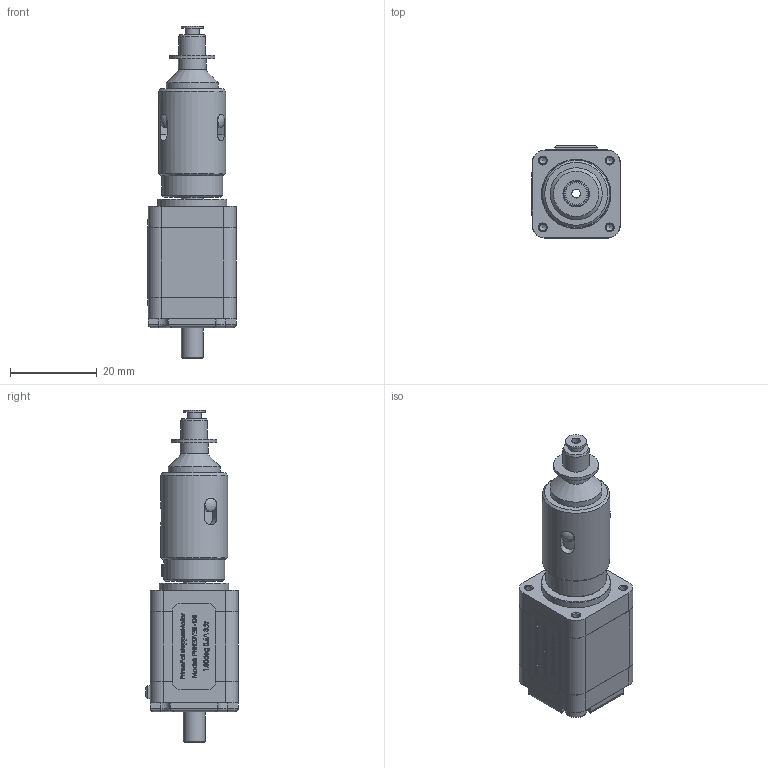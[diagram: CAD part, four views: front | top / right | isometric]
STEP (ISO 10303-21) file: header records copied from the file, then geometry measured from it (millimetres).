
FILE_DESCRIPTION(/* description */ (''),/* implementation_level */ '2;1');
FILE_NAME(/* name */ 'CP40 holder v15.step',/* time_stamp */ '2021-08-03T11:23:51-07:00',/* author */ (''),/* organization */ (''),/* preprocessor_version */ 'ST-DEVELOPER v18.1',/* originating_system */ 'Autodesk Translation Framework v10.9.0.1377',/* authorisation */ '');
FILE_SCHEMA (('AUTOMOTIVE_DESIGN { 1 0 10303 214 3 1 1 }'));
Products named in the file (12): CP40 holder; Adapter Main body; 91390A099; MachinedMainBody; Piston; 1200N124_DOUBLE-SEAL X-PROFILE O-RING; 91595A098_METRIC ALLOY STEEL DOWEL PIN; machinedPiston; 9262K114; NEMA8_HollowShaftStepper; 9657K651_COMPRESSION SPRING; CP40 nozzle
Assembly tree (15 placements, depth 3):
  CP40 holder
    Adapter Main body
      91390A099
      MachinedMainBody
    Piston
      1200N124_DOUBLE-SEAL X-PROFILE O-RING  x2
      91595A098_METRIC ALLOY STEEL DOWEL PIN  x3
      machinedPiston
      9262K114  x2
    NEMA8_HollowShaftStepper
    9657K651_COMPRESSION SPRING
    CP40 nozzle
Bounding box: 20.4 x 21.3 x 76.49 mm (x, y, z)
Volume: 15553.5 mm3; surface area: 10076 mm2
Topology: 16 solids, 16 shells, 973 faces, 2460 edges, 1617 vertices
Faces by surface type: plane 446, bspline 353, cylinder 102, cone 44, torus 22, sphere 6
Full cylindrical faces by diameter (mm): 1.6 x8, 2 x1, 2.35 x9, 2.5 x2, 2.9 x2, 3 x13, 3.3 x1, 3.35 x2, 5 x3, 5.01 x1, 5.2 x1, 5.25 x3, 5.27 x1, 6.1 x1, 6.4 x1, 7 x1, 8.99 x2, 10.43 x1, 11.99 x3, 12 x1, 14 x1, 15.5 x1, 16 x1
Entity records: 50817 total; most frequent: CARTESIAN_POINT 29569, ORIENTED_EDGE 4840, DIRECTION 3114, EDGE_CURVE 2420, VERTEX_POINT 1600, LINE 1422, VECTOR 1422, EDGE_LOOP 1096
